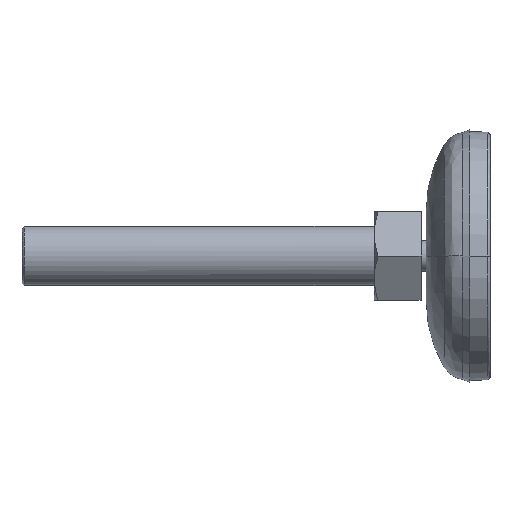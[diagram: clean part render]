
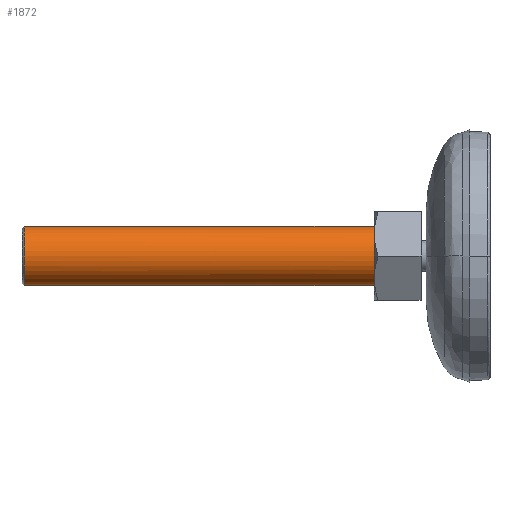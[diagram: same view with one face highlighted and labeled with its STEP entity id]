
A CAD part, left-side view. The second image highlights one B-rep face of the part: STEP entity #1872.
In plain terms, the highlighted cylindrical face has radius 12 mm (diameter 24 mm), a partial arc.
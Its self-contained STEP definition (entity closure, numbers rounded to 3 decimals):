
#118 = CARTESIAN_POINT ( 'NONE',  ( 0., 26.26, -12. ) ) ;
#121 = EDGE_CURVE ( 'NONE', #2923, #1656, #136, .T. ) ;
#136 = LINE ( 'NONE', #1180, #529 ) ;
#137 = DIRECTION ( 'NONE',  ( 0., -1., 0. ) ) ;
#159 = FACE_BOUND ( 'NONE', #2622, .T. ) ;
#181 = ORIENTED_EDGE ( 'NONE', *, *, #461, .T. ) ;
#321 = CIRCLE ( 'NONE', #3176, 12. ) ;
#383 = CARTESIAN_POINT ( 'NONE',  ( 0., -18.883, -12. ) ) ;
#428 = CYLINDRICAL_SURFACE ( 'NONE', #3323, 12. ) ;
#432 = ORIENTED_EDGE ( 'NONE', *, *, #585, .F. ) ;
#436 = DIRECTION ( 'NONE',  ( 0., -1., 0. ) ) ;
#442 = LINE ( 'NONE', #383, #633 ) ;
#461 = EDGE_CURVE ( 'NONE', #2353, #1312, #442, .T. ) ;
#485 = DIRECTION ( 'NONE',  ( 0., -1., 0. ) ) ;
#508 = LINE ( 'NONE', #3043, #1887 ) ;
#529 = VECTOR ( 'NONE', #2456, 1000. ) ;
#537 = AXIS2_PLACEMENT_3D ( 'NONE', #1284, #2121, #3329 ) ;
#585 = EDGE_CURVE ( 'NONE', #678, #852, #508, .T. ) ;
#595 = ORIENTED_EDGE ( 'NONE', *, *, #2858, .F. ) ;
#633 = VECTOR ( 'NONE', #137, 1000. ) ;
#678 = VERTEX_POINT ( 'NONE', #2542 ) ;
#702 = DIRECTION ( 'NONE',  ( 0., -1., 0. ) ) ;
#707 = DIRECTION ( 'NONE',  ( -1., 0., 0. ) ) ;
#737 = CIRCLE ( 'NONE', #3058, 12. ) ;
#789 = EDGE_CURVE ( 'NONE', #2907, #1073, #3259, .T. ) ;
#852 = VERTEX_POINT ( 'NONE', #1920 ) ;
#896 = EDGE_LOOP ( 'NONE', ( #3093, #1805, #181, #2751 ) ) ;
#957 = CARTESIAN_POINT ( 'NONE',  ( 0., 43.7, 0. ) ) ;
#1030 = VECTOR ( 'NONE', #702, 1000. ) ;
#1073 = VERTEX_POINT ( 'NONE', #1289 ) ;
#1173 = ORIENTED_EDGE ( 'NONE', *, *, #2625, .F. ) ;
#1180 = CARTESIAN_POINT ( 'NONE',  ( 0., -18.883, 12. ) ) ;
#1284 = CARTESIAN_POINT ( 'NONE',  ( 0., 35.7, 0. ) ) ;
#1289 = CARTESIAN_POINT ( 'NONE',  ( -9.5, 35.7, -7.331 ) ) ;
#1312 = VERTEX_POINT ( 'NONE', #118 ) ;
#1376 = CARTESIAN_POINT ( 'NONE',  ( 0., 26.26, 12. ) ) ;
#1403 = CIRCLE ( 'NONE', #2803, 12. ) ;
#1411 = DIRECTION ( 'NONE',  ( 0., 0., -1. ) ) ;
#1449 = CARTESIAN_POINT ( 'NONE',  ( 0., 26.26, 0. ) ) ;
#1623 = CIRCLE ( 'NONE', #537, 12. ) ;
#1632 = DIRECTION ( 'NONE',  ( 0., 0., -1. ) ) ;
#1656 = VERTEX_POINT ( 'NONE', #1376 ) ;
#1708 = CARTESIAN_POINT ( 'NONE',  ( -9.5, -18.883, -7.331 ) ) ;
#1805 = ORIENTED_EDGE ( 'NONE', *, *, #2717, .T. ) ;
#1872 = ADVANCED_FACE ( 'NONE', ( #1936, #159 ), #428, .T. ) ;
#1887 = VECTOR ( 'NONE', #2271, 1000. ) ;
#1920 = CARTESIAN_POINT ( 'NONE',  ( -9.5, 43.7, 7.331 ) ) ;
#1936 = FACE_OUTER_BOUND ( 'NONE', #896, .T. ) ;
#2121 = DIRECTION ( 'NONE',  ( 0., 1., 0. ) ) ;
#2271 = DIRECTION ( 'NONE',  ( 0., 1., 0. ) ) ;
#2353 = VERTEX_POINT ( 'NONE', #2804 ) ;
#2456 = DIRECTION ( 'NONE',  ( 0., -1., 0. ) ) ;
#2536 = CARTESIAN_POINT ( 'NONE',  ( -9.5, 43.7, -7.331 ) ) ;
#2542 = CARTESIAN_POINT ( 'NONE',  ( -9.5, 35.7, 7.331 ) ) ;
#2622 = EDGE_LOOP ( 'NONE', ( #1173, #432, #595, #2646 ) ) ;
#2625 = EDGE_CURVE ( 'NONE', #852, #2907, #737, .T. ) ;
#2646 = ORIENTED_EDGE ( 'NONE', *, *, #789, .F. ) ;
#2705 = DIRECTION ( 'NONE',  ( 0., -1., 0. ) ) ;
#2717 = EDGE_CURVE ( 'NONE', #2923, #2353, #321, .T. ) ;
#2751 = ORIENTED_EDGE ( 'NONE', *, *, #2822, .F. ) ;
#2803 = AXIS2_PLACEMENT_3D ( 'NONE', #1449, #436, #1632 ) ;
#2804 = CARTESIAN_POINT ( 'NONE',  ( 0., 185.7, -12. ) ) ;
#2822 = EDGE_CURVE ( 'NONE', #1656, #1312, #1403, .T. ) ;
#2858 = EDGE_CURVE ( 'NONE', #1073, #678, #1623, .T. ) ;
#2907 = VERTEX_POINT ( 'NONE', #2536 ) ;
#2923 = VERTEX_POINT ( 'NONE', #3173 ) ;
#3023 = DIRECTION ( 'NONE',  ( 0., -1., 0. ) ) ;
#3043 = CARTESIAN_POINT ( 'NONE',  ( -9.5, -18.883, 7.331 ) ) ;
#3058 = AXIS2_PLACEMENT_3D ( 'NONE', #957, #3023, #707 ) ;
#3093 = ORIENTED_EDGE ( 'NONE', *, *, #121, .F. ) ;
#3173 = CARTESIAN_POINT ( 'NONE',  ( 0., 185.7, 12. ) ) ;
#3176 = AXIS2_PLACEMENT_3D ( 'NONE', #3232, #485, #3297 ) ;
#3193 = CARTESIAN_POINT ( 'NONE',  ( 0., -18.883, 0. ) ) ;
#3232 = CARTESIAN_POINT ( 'NONE',  ( 0., 185.7, 0. ) ) ;
#3259 = LINE ( 'NONE', #1708, #1030 ) ;
#3297 = DIRECTION ( 'NONE',  ( 0., 0., -1. ) ) ;
#3323 = AXIS2_PLACEMENT_3D ( 'NONE', #3193, #2705, #1411 ) ;
#3329 = DIRECTION ( 'NONE',  ( 1., 0., 0. ) ) ;
